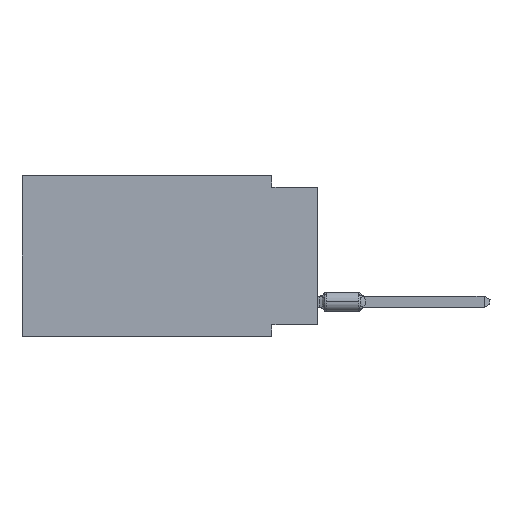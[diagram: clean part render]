
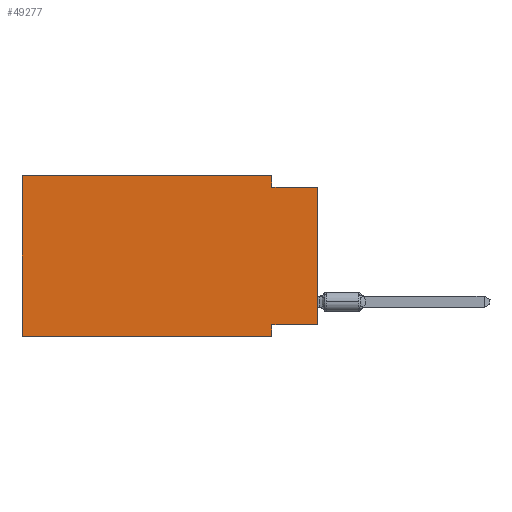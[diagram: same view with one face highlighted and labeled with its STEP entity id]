
A CAD part, left-side view. The second image highlights one B-rep face of the part: STEP entity #49277.
In plain terms, the highlighted planar face has unit normal (-1, 0, 0).
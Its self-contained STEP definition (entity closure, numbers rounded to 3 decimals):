
#381 = CARTESIAN_POINT ( 'NONE',  ( 0., 2.54, 0. ) ) ;
#1839 = DIRECTION ( 'NONE',  ( 0., 1., 0. ) ) ;
#4389 = LINE ( 'NONE', #26682, #47119 ) ;
#5992 = ORIENTED_EDGE ( 'NONE', *, *, #14446, .F. ) ;
#6639 = ORIENTED_EDGE ( 'NONE', *, *, #56116, .F. ) ;
#7207 = DIRECTION ( 'NONE',  ( 1., 0., 0. ) ) ;
#7460 = VECTOR ( 'NONE', #12100, 1000. ) ;
#7879 = VECTOR ( 'NONE', #1839, 1000. ) ;
#8648 = DIRECTION ( 'NONE',  ( 0., 0., -1. ) ) ;
#9096 = VERTEX_POINT ( 'NONE', #38518 ) ;
#9835 = EDGE_CURVE ( 'NONE', #49358, #49189, #40066, .T. ) ;
#10021 = CARTESIAN_POINT ( 'NONE',  ( 0., 2.54, -8.89 ) ) ;
#12100 = DIRECTION ( 'NONE',  ( 0., -1., 0. ) ) ;
#12715 = CARTESIAN_POINT ( 'NONE',  ( 0., 0., -0.635 ) ) ;
#13217 = VERTEX_POINT ( 'NONE', #381 ) ;
#14446 = EDGE_CURVE ( 'NONE', #24284, #9096, #46484, .T. ) ;
#15615 = DIRECTION ( 'NONE',  ( 0., 0., -1. ) ) ;
#16862 = CARTESIAN_POINT ( 'NONE',  ( 0., 2.54, -0.635 ) ) ;
#17175 = DIRECTION ( 'NONE',  ( 0., -1., 0. ) ) ;
#17214 = DIRECTION ( 'NONE',  ( 0., -1., 0. ) ) ;
#17858 = ORIENTED_EDGE ( 'NONE', *, *, #27166, .F. ) ;
#18251 = LINE ( 'NONE', #50511, #36518 ) ;
#20697 = CARTESIAN_POINT ( 'NONE',  ( 0., 16.383, -8.89 ) ) ;
#21407 = VECTOR ( 'NONE', #56567, 1000. ) ;
#22286 = VECTOR ( 'NONE', #15615, 1000. ) ;
#23916 = LINE ( 'NONE', #46984, #39898 ) ;
#24284 = VERTEX_POINT ( 'NONE', #66557 ) ;
#24381 = CARTESIAN_POINT ( 'NONE',  ( 0., 16.383, 0. ) ) ;
#26682 = CARTESIAN_POINT ( 'NONE',  ( 0., 0., 0. ) ) ;
#27166 = EDGE_CURVE ( 'NONE', #9096, #52122, #23916, .T. ) ;
#27993 = EDGE_CURVE ( 'NONE', #49358, #52122, #18251, .T. ) ;
#29080 = AXIS2_PLACEMENT_3D ( 'NONE', #24381, #7207, #8648 ) ;
#30177 = EDGE_LOOP ( 'NONE', ( #46282, #6639, #51128, #38042, #71044, #53815, #17858, #5992 ) ) ;
#32928 = VECTOR ( 'NONE', #17214, 1000. ) ;
#34173 = DIRECTION ( 'NONE',  ( 0., 0., -1. ) ) ;
#34221 = CARTESIAN_POINT ( 'NONE',  ( 0., 16.383, 0. ) ) ;
#36518 = VECTOR ( 'NONE', #17175, 1000. ) ;
#38042 = ORIENTED_EDGE ( 'NONE', *, *, #53861, .F. ) ;
#38518 = CARTESIAN_POINT ( 'NONE',  ( 0., 2.54, -8.255 ) ) ;
#39039 = CARTESIAN_POINT ( 'NONE',  ( 0., 16.383, 0. ) ) ;
#39526 = LINE ( 'NONE', #67375, #32928 ) ;
#39712 = EDGE_CURVE ( 'NONE', #13217, #56071, #63236, .T. ) ;
#39898 = VECTOR ( 'NONE', #34173, 1000. ) ;
#39909 = LINE ( 'NONE', #50916, #7460 ) ;
#40066 = LINE ( 'NONE', #34221, #21407 ) ;
#46282 = ORIENTED_EDGE ( 'NONE', *, *, #55233, .T. ) ;
#46484 = LINE ( 'NONE', #57478, #7879 ) ;
#46984 = CARTESIAN_POINT ( 'NONE',  ( 0., 2.54, -8.89 ) ) ;
#47119 = VECTOR ( 'NONE', #53447, 1000. ) ;
#48567 = CARTESIAN_POINT ( 'NONE',  ( 0., 2.54, 0. ) ) ;
#49189 = VERTEX_POINT ( 'NONE', #39039 ) ;
#49277 = ADVANCED_FACE ( 'NONE', ( #52942 ), #52575, .F. ) ;
#49358 = VERTEX_POINT ( 'NONE', #20697 ) ;
#50511 = CARTESIAN_POINT ( 'NONE',  ( 0., 16.383, -8.89 ) ) ;
#50916 = CARTESIAN_POINT ( 'NONE',  ( 0., 0., -0.635 ) ) ;
#51128 = ORIENTED_EDGE ( 'NONE', *, *, #39712, .F. ) ;
#52122 = VERTEX_POINT ( 'NONE', #10021 ) ;
#52575 = PLANE ( 'NONE',  #29080 ) ;
#52942 = FACE_OUTER_BOUND ( 'NONE', #30177, .T. ) ;
#53447 = DIRECTION ( 'NONE',  ( 0., 0., 1. ) ) ;
#53815 = ORIENTED_EDGE ( 'NONE', *, *, #27993, .T. ) ;
#53861 = EDGE_CURVE ( 'NONE', #49189, #13217, #39526, .T. ) ;
#55233 = EDGE_CURVE ( 'NONE', #24284, #59684, #4389, .T. ) ;
#56071 = VERTEX_POINT ( 'NONE', #16862 ) ;
#56116 = EDGE_CURVE ( 'NONE', #56071, #59684, #39909, .T. ) ;
#56567 = DIRECTION ( 'NONE',  ( 0., 0., 1. ) ) ;
#57478 = CARTESIAN_POINT ( 'NONE',  ( 0., 0., -8.255 ) ) ;
#59684 = VERTEX_POINT ( 'NONE', #12715 ) ;
#63236 = LINE ( 'NONE', #48567, #22286 ) ;
#66557 = CARTESIAN_POINT ( 'NONE',  ( 0., 0., -8.255 ) ) ;
#67375 = CARTESIAN_POINT ( 'NONE',  ( 0., 16.383, 0. ) ) ;
#71044 = ORIENTED_EDGE ( 'NONE', *, *, #9835, .F. ) ;
